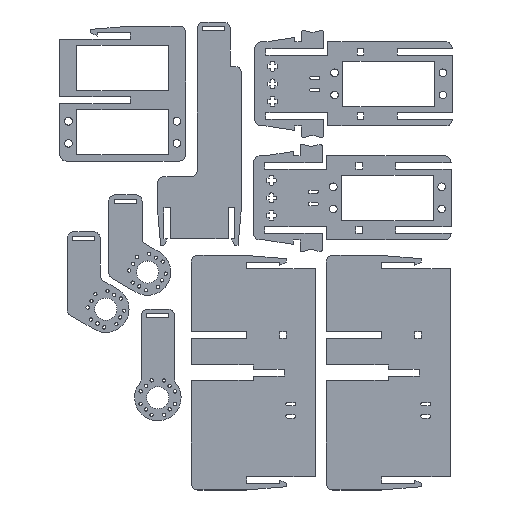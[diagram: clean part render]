
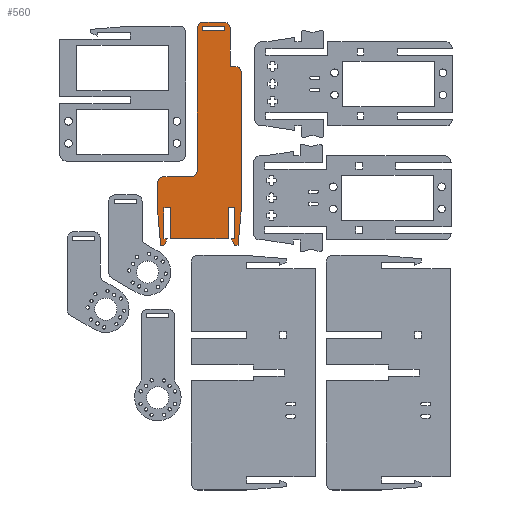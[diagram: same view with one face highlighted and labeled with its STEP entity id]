
A CAD part, top view. The second image highlights one B-rep face of the part: STEP entity #560.
In plain terms, the highlighted planar face has unit normal (0, 0, 1).
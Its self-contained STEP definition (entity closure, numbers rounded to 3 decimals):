
#560=ADVANCED_FACE('',(#957,#958),#823,.F.);
#823=PLANE('',#5646);
#957=FACE_BOUND('',#1200,.T.);
#958=FACE_BOUND('',#1201,.T.);
#1200=EDGE_LOOP('',(#3010,#3011,#3012,#3013,#3014,#3015,#3016,#3017,#3018,
#3019,#3020,#3021,#3022,#3023,#3024,#3025,#3026,#3027,#3028,#3029,#3030,
#3031,#3032,#3033,#3034,#3035,#3036));
#1201=EDGE_LOOP('',(#3037,#3038,#3039,#3040));
#1654=LINE('',#7745,#2223);
#1658=LINE('',#7754,#2227);
#1660=LINE('',#7758,#2229);
#1666=LINE('',#7772,#2235);
#1669=LINE('',#7778,#2238);
#1672=LINE('',#7784,#2241);
#1675=LINE('',#7790,#2244);
#1678=LINE('',#7796,#2247);
#1681=LINE('',#7802,#2250);
#1684=LINE('',#7808,#2253);
#1687=LINE('',#7814,#2256);
#1690=LINE('',#7820,#2259);
#1693=LINE('',#7826,#2262);
#1696=LINE('',#7832,#2265);
#1699=LINE('',#7838,#2268);
#1702=LINE('',#7844,#2271);
#1705=LINE('',#7850,#2274);
#1708=LINE('',#7856,#2277);
#1711=LINE('',#7861,#2280);
#1712=LINE('',#7865,#2281);
#1713=LINE('',#7868,#2282);
#1714=LINE('',#7872,#2283);
#1715=LINE('',#7876,#2284);
#1716=LINE('',#7879,#2285);
#1717=LINE('',#7881,#2286);
#1718=LINE('',#7883,#2287);
#2223=VECTOR('',#6250,1.);
#2227=VECTOR('',#6256,1.);
#2229=VECTOR('',#6260,1.);
#2235=VECTOR('',#6268,1.);
#2238=VECTOR('',#6273,1.);
#2241=VECTOR('',#6278,1.);
#2244=VECTOR('',#6283,1.);
#2247=VECTOR('',#6288,1.);
#2250=VECTOR('',#6293,1.);
#2253=VECTOR('',#6298,1.);
#2256=VECTOR('',#6303,1.);
#2259=VECTOR('',#6308,1.);
#2262=VECTOR('',#6313,1.);
#2265=VECTOR('',#6318,1.);
#2268=VECTOR('',#6323,1.);
#2271=VECTOR('',#6328,1.);
#2274=VECTOR('',#6333,1.);
#2277=VECTOR('',#6338,1.);
#2280=VECTOR('',#6343,1.);
#2281=VECTOR('',#6348,1.);
#2282=VECTOR('',#6351,1.);
#2283=VECTOR('',#6354,1.);
#2284=VECTOR('',#6359,1.);
#2285=VECTOR('',#6360,1.);
#2286=VECTOR('',#6361,1.);
#2287=VECTOR('',#6362,1.);
#3010=ORIENTED_EDGE('',*,*,#4804,.F.);
#3011=ORIENTED_EDGE('',*,*,#4850,.T.);
#3012=ORIENTED_EDGE('',*,*,#4851,.T.);
#3013=ORIENTED_EDGE('',*,*,#4792,.F.);
#3014=ORIENTED_EDGE('',*,*,#4852,.T.);
#3015=ORIENTED_EDGE('',*,*,#4853,.F.);
#3016=ORIENTED_EDGE('',*,*,#4854,.T.);
#3017=ORIENTED_EDGE('',*,*,#4855,.F.);
#3018=ORIENTED_EDGE('',*,*,#4856,.T.);
#3019=ORIENTED_EDGE('',*,*,#4796,.F.);
#3020=ORIENTED_EDGE('',*,*,#4857,.T.);
#3021=ORIENTED_EDGE('',*,*,#4798,.F.);
#3022=ORIENTED_EDGE('',*,*,#4849,.F.);
#3023=ORIENTED_EDGE('',*,*,#4846,.F.);
#3024=ORIENTED_EDGE('',*,*,#4843,.F.);
#3025=ORIENTED_EDGE('',*,*,#4840,.F.);
#3026=ORIENTED_EDGE('',*,*,#4837,.F.);
#3027=ORIENTED_EDGE('',*,*,#4834,.F.);
#3028=ORIENTED_EDGE('',*,*,#4831,.F.);
#3029=ORIENTED_EDGE('',*,*,#4828,.F.);
#3030=ORIENTED_EDGE('',*,*,#4825,.F.);
#3031=ORIENTED_EDGE('',*,*,#4822,.F.);
#3032=ORIENTED_EDGE('',*,*,#4819,.F.);
#3033=ORIENTED_EDGE('',*,*,#4816,.F.);
#3034=ORIENTED_EDGE('',*,*,#4813,.F.);
#3035=ORIENTED_EDGE('',*,*,#4810,.F.);
#3036=ORIENTED_EDGE('',*,*,#4807,.F.);
#3037=ORIENTED_EDGE('',*,*,#4858,.T.);
#3038=ORIENTED_EDGE('',*,*,#4859,.T.);
#3039=ORIENTED_EDGE('',*,*,#4860,.T.);
#3040=ORIENTED_EDGE('',*,*,#4861,.T.);
#4234=VERTEX_POINT('',#7744);
#4235=VERTEX_POINT('',#7746);
#4238=VERTEX_POINT('',#7753);
#4239=VERTEX_POINT('',#7755);
#4240=VERTEX_POINT('',#7759);
#4241=VERTEX_POINT('',#7760);
#4246=VERTEX_POINT('',#7771);
#4247=VERTEX_POINT('',#7773);
#4249=VERTEX_POINT('',#7779);
#4251=VERTEX_POINT('',#7785);
#4253=VERTEX_POINT('',#7791);
#4255=VERTEX_POINT('',#7797);
#4257=VERTEX_POINT('',#7803);
#4259=VERTEX_POINT('',#7809);
#4261=VERTEX_POINT('',#7815);
#4263=VERTEX_POINT('',#7821);
#4265=VERTEX_POINT('',#7827);
#4267=VERTEX_POINT('',#7833);
#4269=VERTEX_POINT('',#7839);
#4271=VERTEX_POINT('',#7845);
#4273=VERTEX_POINT('',#7851);
#4275=VERTEX_POINT('',#7857);
#4276=VERTEX_POINT('',#7864);
#4277=VERTEX_POINT('',#7867);
#4278=VERTEX_POINT('',#7869);
#4279=VERTEX_POINT('',#7871);
#4280=VERTEX_POINT('',#7873);
#4281=VERTEX_POINT('',#7877);
#4282=VERTEX_POINT('',#7878);
#4283=VERTEX_POINT('',#7880);
#4284=VERTEX_POINT('',#7882);
#4792=EDGE_CURVE('',#4234,#4235,#1654,.T.);
#4796=EDGE_CURVE('',#4238,#4239,#1658,.T.);
#4798=EDGE_CURVE('',#4240,#4241,#1660,.T.);
#4804=EDGE_CURVE('',#4246,#4247,#1666,.T.);
#4807=EDGE_CURVE('',#4247,#4249,#1669,.T.);
#4810=EDGE_CURVE('',#4249,#4251,#1672,.T.);
#4813=EDGE_CURVE('',#4251,#4253,#1675,.T.);
#4816=EDGE_CURVE('',#4253,#4255,#1678,.T.);
#4819=EDGE_CURVE('',#4255,#4257,#1681,.T.);
#4822=EDGE_CURVE('',#4257,#4259,#1684,.T.);
#4825=EDGE_CURVE('',#4259,#4261,#1687,.T.);
#4828=EDGE_CURVE('',#4261,#4263,#1690,.T.);
#4831=EDGE_CURVE('',#4263,#4265,#1693,.T.);
#4834=EDGE_CURVE('',#4265,#4267,#1696,.T.);
#4837=EDGE_CURVE('',#4267,#4269,#1699,.T.);
#4840=EDGE_CURVE('',#4269,#4271,#1702,.T.);
#4843=EDGE_CURVE('',#4271,#4273,#1705,.T.);
#4846=EDGE_CURVE('',#4273,#4275,#1708,.T.);
#4849=EDGE_CURVE('',#4275,#4240,#1711,.T.);
#4850=EDGE_CURVE('',#4246,#4276,#5407,.T.);
#4851=EDGE_CURVE('',#4276,#4235,#1712,.T.);
#4852=EDGE_CURVE('',#4234,#4277,#5408,.T.);
#4853=EDGE_CURVE('',#4278,#4277,#1713,.T.);
#4854=EDGE_CURVE('',#4278,#4279,#5409,.T.);
#4855=EDGE_CURVE('',#4280,#4279,#1714,.T.);
#4856=EDGE_CURVE('',#4280,#4239,#5410,.T.);
#4857=EDGE_CURVE('',#4238,#4241,#5411,.T.);
#4858=EDGE_CURVE('',#4281,#4282,#1715,.T.);
#4859=EDGE_CURVE('',#4282,#4283,#1716,.T.);
#4860=EDGE_CURVE('',#4283,#4284,#1717,.T.);
#4861=EDGE_CURVE('',#4284,#4281,#1718,.T.);
#5407=CIRCLE('',#5641,3.);
#5408=CIRCLE('',#5642,3.);
#5409=CIRCLE('',#5643,3.);
#5410=CIRCLE('',#5644,3.);
#5411=CIRCLE('',#5645,3.);
#5641=AXIS2_PLACEMENT_3D('',#7863,#6346,#6347);
#5642=AXIS2_PLACEMENT_3D('',#7866,#6349,#6350);
#5643=AXIS2_PLACEMENT_3D('',#7870,#6352,#6353);
#5644=AXIS2_PLACEMENT_3D('',#7874,#6355,#6356);
#5645=AXIS2_PLACEMENT_3D('',#7875,#6357,#6358);
#5646=AXIS2_PLACEMENT_3D('',#7884,#6363,#6364);
#6250=DIRECTION('',(1.,0.,0.));
#6256=DIRECTION('',(0.,1.,0.));
#6260=DIRECTION('',(-1.,0.,0.));
#6268=DIRECTION('',(1.,0.,0.));
#6273=DIRECTION('',(0.996,-0.088,0.));
#6278=DIRECTION('',(0.,-1.,0.));
#6283=DIRECTION('',(-0.894,-0.447,0.));
#6288=DIRECTION('',(0.,1.,0.));
#6293=DIRECTION('',(-1.,0.,0.));
#6298=DIRECTION('',(0.,-1.,0.));
#6303=DIRECTION('',(1.,0.,0.));
#6308=DIRECTION('',(0.,-1.,0.));
#6313=DIRECTION('',(-1.,0.,0.));
#6318=DIRECTION('',(0.,-1.,0.));
#6323=DIRECTION('',(1.,0.,0.));
#6328=DIRECTION('',(0.,1.,0.));
#6333=DIRECTION('',(0.894,-0.447,0.));
#6338=DIRECTION('',(0.,-1.,0.));
#6343=DIRECTION('',(-0.996,-0.088,0.));
#6346=DIRECTION('',(0.,0.,1.));
#6347=DIRECTION('',(-1.,0.,0.));
#6348=DIRECTION('',(0.,-1.,0.));
#6349=DIRECTION('',(0.,0.,1.));
#6350=DIRECTION('',(-1.,0.,0.));
#6351=DIRECTION('',(0.,1.,0.));
#6352=DIRECTION('',(0.,0.,1.));
#6353=DIRECTION('',(-1.,0.,0.));
#6354=DIRECTION('',(-1.,0.,0.));
#6355=DIRECTION('',(0.,0.,-1.));
#6356=DIRECTION('',(-1.,0.,0.));
#6357=DIRECTION('',(0.,0.,1.));
#6358=DIRECTION('',(-1.,0.,0.));
#6359=DIRECTION('',(0.,1.,0.));
#6360=DIRECTION('',(1.,0.,0.));
#6361=DIRECTION('',(0.,-1.,0.));
#6362=DIRECTION('',(-1.,0.,0.));
#6363=DIRECTION('',(0.,0.,-1.));
#6364=DIRECTION('',(-1.,0.,0.));
#7744=CARTESIAN_POINT('',(-67.,14.,1.5));
#7745=CARTESIAN_POINT('',(-70.,14.,1.5));
#7746=CARTESIAN_POINT('',(-50.,14.,1.5));
#7753=CARTESIAN_POINT('',(0.,-16.,1.5));
#7754=CARTESIAN_POINT('',(0.,-19.,1.5));
#7755=CARTESIAN_POINT('',(0.,-4.,1.5));
#7758=CARTESIAN_POINT('',(14.,-19.,1.5));
#7759=CARTESIAN_POINT('',(14.,-19.,1.5));
#7760=CARTESIAN_POINT('',(3.,-19.,1.5));
#7771=CARTESIAN_POINT('',(-47.,19.,1.5));
#7772=CARTESIAN_POINT('',(0.,19.,1.5));
#7773=CARTESIAN_POINT('',(14.,19.,1.5));
#7778=CARTESIAN_POINT('',(14.,19.,1.5));
#7779=CARTESIAN_POINT('',(31.,17.5,1.5));
#7784=CARTESIAN_POINT('',(31.,17.5,1.5));
#7785=CARTESIAN_POINT('',(31.,16.,1.5));
#7790=CARTESIAN_POINT('',(31.,16.,1.5));
#7791=CARTESIAN_POINT('',(28.,14.5,1.5));
#7796=CARTESIAN_POINT('',(28.,14.5,1.5));
#7797=CARTESIAN_POINT('',(28.,16.,1.5));
#7802=CARTESIAN_POINT('',(28.,16.,1.5));
#7803=CARTESIAN_POINT('',(14.,16.,1.5));
#7808=CARTESIAN_POINT('',(14.,16.,1.5));
#7809=CARTESIAN_POINT('',(14.,13.,1.5));
#7814=CARTESIAN_POINT('',(14.,13.,1.5));
#7815=CARTESIAN_POINT('',(28.,13.,1.5));
#7820=CARTESIAN_POINT('',(28.,13.,1.5));
#7821=CARTESIAN_POINT('',(28.,-13.,1.5));
#7826=CARTESIAN_POINT('',(28.,-13.,1.5));
#7827=CARTESIAN_POINT('',(14.,-13.,1.5));
#7832=CARTESIAN_POINT('',(14.,-13.,1.5));
#7833=CARTESIAN_POINT('',(14.,-16.,1.5));
#7838=CARTESIAN_POINT('',(14.,-16.,1.5));
#7839=CARTESIAN_POINT('',(28.,-16.,1.5));
#7844=CARTESIAN_POINT('',(28.,-16.,1.5));
#7845=CARTESIAN_POINT('',(28.,-14.5,1.5));
#7850=CARTESIAN_POINT('',(28.,-14.5,1.5));
#7851=CARTESIAN_POINT('',(31.,-16.,1.5));
#7856=CARTESIAN_POINT('',(31.,-16.,1.5));
#7857=CARTESIAN_POINT('',(31.,-17.5,1.5));
#7861=CARTESIAN_POINT('',(31.,-17.5,1.5));
#7863=CARTESIAN_POINT('',(-47.,16.,1.5));
#7864=CARTESIAN_POINT('',(-50.,16.,1.5));
#7865=CARTESIAN_POINT('',(-50.,19.,1.5));
#7866=CARTESIAN_POINT('',(-67.,11.,1.5));
#7867=CARTESIAN_POINT('',(-70.,11.,1.5));
#7868=CARTESIAN_POINT('',(-70.,-1.,1.5));
#7869=CARTESIAN_POINT('',(-70.,2.,1.5));
#7870=CARTESIAN_POINT('',(-67.,2.,1.5));
#7871=CARTESIAN_POINT('',(-67.,-1.,1.5));
#7872=CARTESIAN_POINT('',(0.,-1.,1.5));
#7873=CARTESIAN_POINT('',(-3.,-1.,1.5));
#7874=CARTESIAN_POINT('',(-3.,-4.,1.5));
#7875=CARTESIAN_POINT('',(3.,-16.,1.5));
#7876=CARTESIAN_POINT('',(-68.,1.5,1.5));
#7877=CARTESIAN_POINT('',(-68.,1.5,1.5));
#7878=CARTESIAN_POINT('',(-68.,11.5,1.5));
#7879=CARTESIAN_POINT('',(-68.,11.5,1.5));
#7880=CARTESIAN_POINT('',(-66.,11.5,1.5));
#7881=CARTESIAN_POINT('',(-66.,11.5,1.5));
#7882=CARTESIAN_POINT('',(-66.,1.5,1.5));
#7883=CARTESIAN_POINT('',(-66.,1.5,1.5));
#7884=CARTESIAN_POINT('',(0.,-19.,1.5));
